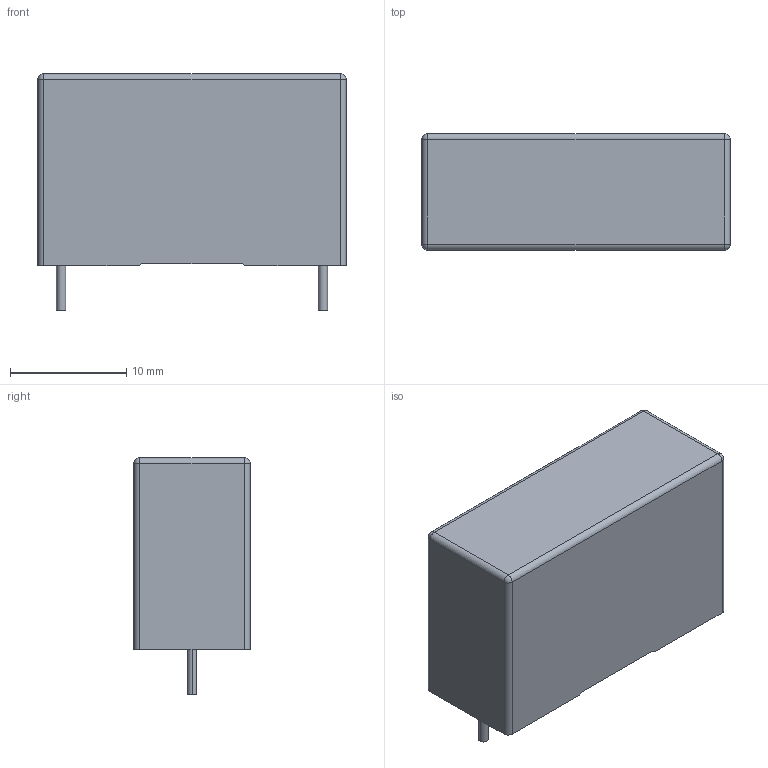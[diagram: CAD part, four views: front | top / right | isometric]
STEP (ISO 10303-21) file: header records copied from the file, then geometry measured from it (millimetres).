
FILE_DESCRIPTION (( 'STEP AP214' ), '1' );
FILE_NAME ('CAP-TH_L26.5-W10.0-H16.5-P22.5.step', '2022-07-01T08:35:36', ( '' ), ( '' ), 'SwSTEP 2.0', 'SolidWorks 2020', '' );
FILE_SCHEMA (( 'AUTOMOTIVE_DESIGN' ));
Length unit declared in the file: millimetre
Products named in the file (1): CAP-TH_L26.5-W10.0-H16.5-P22.5
Bounding box: 26.5 x 10 x 20.3 mm (x, y, z)
Volume: 4249.8 mm3; surface area: 1753.8 mm2
Topology: 1 solids, 1 shells, 264 faces, 715 edges, 470 vertices
Faces by surface type: plane 146, bspline 98, cylinder 16, sphere 4
Entity records: 11661 total; most frequent: CARTESIAN_POINT 2752, ORIENTED_EDGE 1422, DIRECTION 877, EDGE_CURVE 711, VECTOR 479, LINE 479, VERTEX_POINT 470, EDGE_LOOP 285
